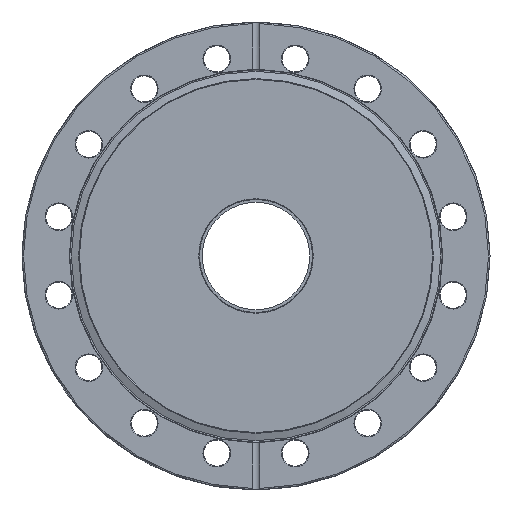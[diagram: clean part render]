
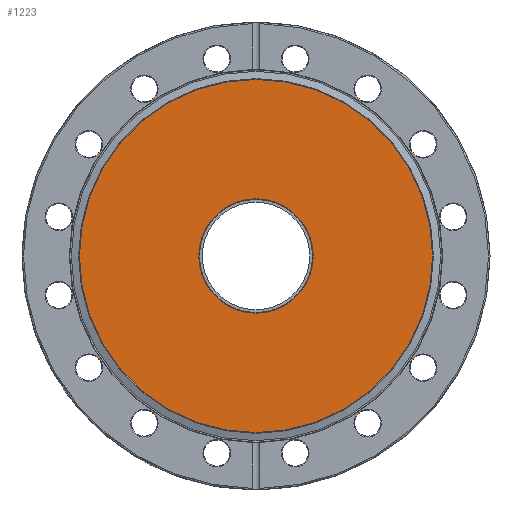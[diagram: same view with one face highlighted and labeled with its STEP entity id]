
A CAD part, front view. The second image highlights one B-rep face of the part: STEP entity #1223.
In plain terms, the highlighted planar face has unit normal (0, -1, 0).
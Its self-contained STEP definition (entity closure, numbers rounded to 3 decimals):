
#39 = CARTESIAN_POINT ( 'NONE',  ( -18.55, -18.63, 0. ) ) ;
#43 = CIRCLE ( 'NONE', #3176, 18.55 ) ;
#139 = CARTESIAN_POINT ( 'NONE',  ( 0., -18.63, 0. ) ) ;
#687 = DIRECTION ( 'NONE',  ( 0., -1., 0. ) ) ;
#710 = DIRECTION ( 'NONE',  ( 0., 0., -1. ) ) ;
#1223 = ADVANCED_FACE ( 'NONE', ( #2152, #3169 ), #2917, .T. ) ;
#1253 = EDGE_LOOP ( 'NONE', ( #3609 ) ) ;
#1357 = DIRECTION ( 'NONE',  ( 0., -1., 0. ) ) ;
#1452 = DIRECTION ( 'NONE',  ( 0., 0., -1. ) ) ;
#1788 = VERTEX_POINT ( 'NONE', #3775 ) ;
#1862 = EDGE_LOOP ( 'NONE', ( #2687 ) ) ;
#1909 = AXIS2_PLACEMENT_3D ( 'NONE', #2332, #1357, #710 ) ;
#1994 = EDGE_CURVE ( 'NONE', #2402, #2402, #2763, .T. ) ;
#2152 = FACE_BOUND ( 'NONE', #1862, .T. ) ;
#2270 = DIRECTION ( 'NONE',  ( 0., 0., -1. ) ) ;
#2332 = CARTESIAN_POINT ( 'NONE',  ( 0., -18.63, 0. ) ) ;
#2402 = VERTEX_POINT ( 'NONE', #2573 ) ;
#2573 = CARTESIAN_POINT ( 'NONE',  ( 0., -18.63, -57.193 ) ) ;
#2687 = ORIENTED_EDGE ( 'NONE', *, *, #3642, .T. ) ;
#2763 = CIRCLE ( 'NONE', #1909, 57.193 ) ;
#2917 = PLANE ( 'NONE',  #4012 ) ;
#3169 = FACE_OUTER_BOUND ( 'NONE', #1253, .T. ) ;
#3176 = AXIS2_PLACEMENT_3D ( 'NONE', #139, #3996, #1452 ) ;
#3609 = ORIENTED_EDGE ( 'NONE', *, *, #1994, .T. ) ;
#3642 = EDGE_CURVE ( 'NONE', #1788, #1788, #43, .T. ) ;
#3775 = CARTESIAN_POINT ( 'NONE',  ( 0., -18.63, -18.55 ) ) ;
#3996 = DIRECTION ( 'NONE',  ( 0., 1., 0. ) ) ;
#4012 = AXIS2_PLACEMENT_3D ( 'NONE', #39, #687, #2270 ) ;
